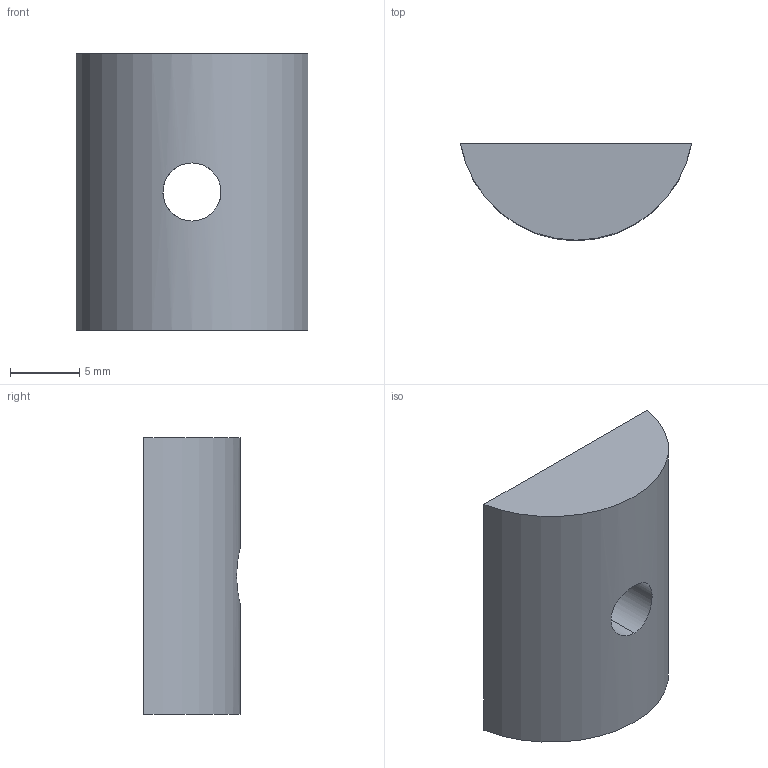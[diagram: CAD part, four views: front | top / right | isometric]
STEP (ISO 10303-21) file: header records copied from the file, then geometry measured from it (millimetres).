
FILE_DESCRIPTION (( 'STEP AP203' ), '1' );
FILE_NAME ('W0003510-008-recessed half moon 54.STEP', '2024-05-27T12:23:08', ( '' ), ( '' ), 'SwSTEP 2.0', 'SolidWorks 2024', '' );
FILE_SCHEMA (( 'CONFIG_CONTROL_DESIGN' ));
Length unit declared in the file: millimetre
Products named in the file (1): W0003510-008-recessed half moon 54
Bounding box: 16.73 x 7 x 20 mm (x, y, z)
Volume: 1472.3 mm3; surface area: 1102.1 mm2
Topology: 1 solids, 1 shells, 9 faces, 18 edges, 12 vertices
Faces by surface type: cylinder 5, plane 4
Entity records: 369 total; most frequent: CARTESIAN_POINT 94, DIRECTION 44, ORIENTED_EDGE 36, AXIS2_PLACEMENT_3D 18, EDGE_CURVE 18, EDGE_LOOP 12, VERTEX_POINT 12, FACE_OUTER_BOUND 9
